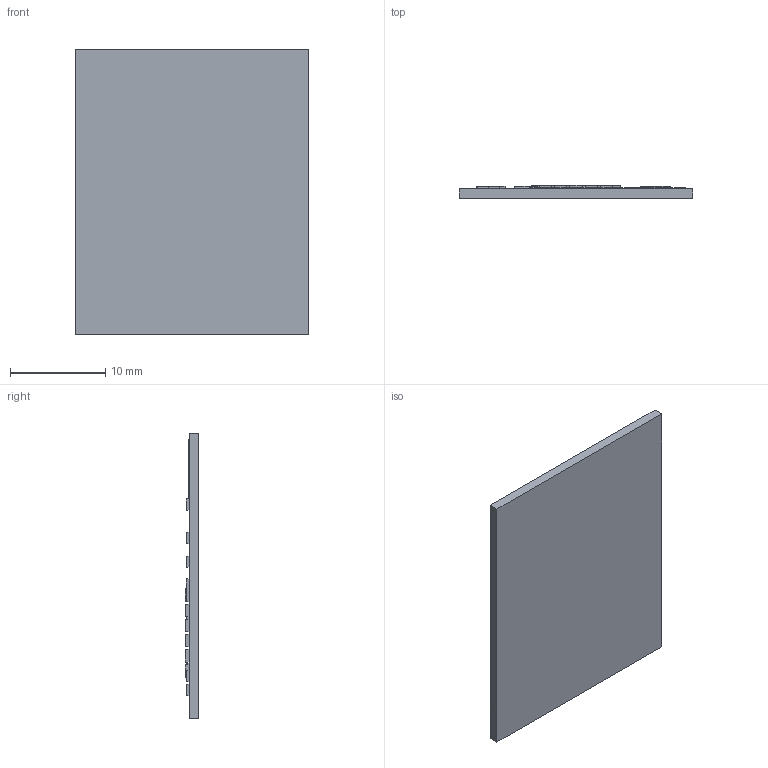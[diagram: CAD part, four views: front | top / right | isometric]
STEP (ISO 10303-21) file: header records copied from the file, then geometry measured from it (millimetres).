
FILE_DESCRIPTION (( 'STEP AP203' ), '1' );
FILE_NAME ('LED-28.STEP', '2024-10-15T04:21:33', ( '' ), ( '' ), 'SwSTEP 2.0', 'SolidWorks 2024', '' );
FILE_SCHEMA (( 'CONFIG_CONTROL_DESIGN' ));
Length unit declared in the file: millimetre
Products named in the file (1): LED-28
Bounding box: 24.5 x 1.41 x 30 mm (x, y, z)
Volume: 771 mm3; surface area: 1664.2 mm2
Topology: 1 solids, 1 shells, 216 faces, 516 edges, 344 vertices
Faces by surface type: plane 216
Entity records: 6197 total; most frequent: CARTESIAN_POINT 1077, ORIENTED_EDGE 1032, DIRECTION 950, VECTOR 516, LINE 516, EDGE_CURVE 516, VERTEX_POINT 344, EDGE_LOOP 258
